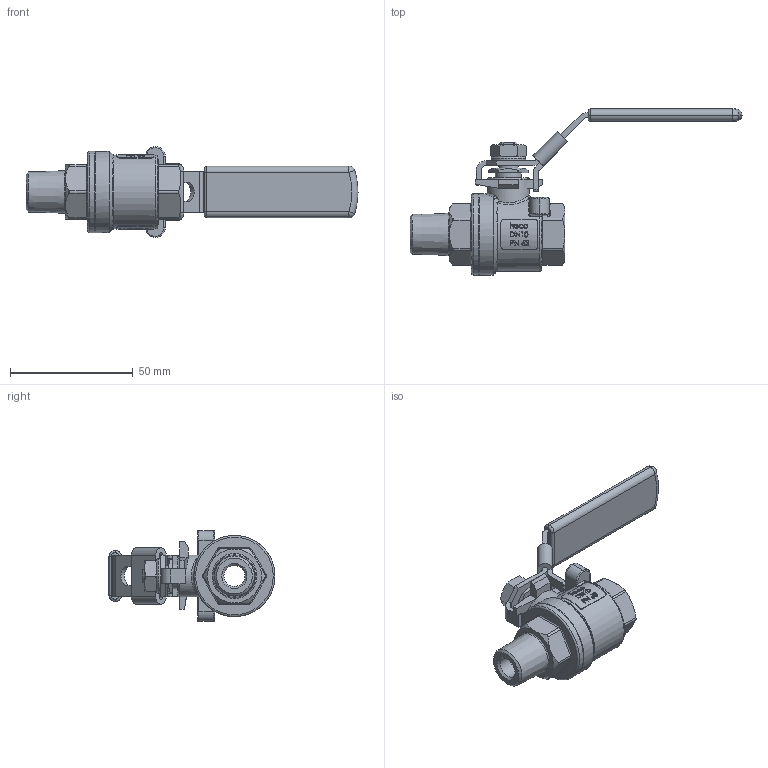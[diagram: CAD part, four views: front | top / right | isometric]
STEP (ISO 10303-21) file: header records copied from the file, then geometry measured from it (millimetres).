
FILE_DESCRIPTION (( 'STEP AP214' ), '1' );
FILE_NAME ('K2-038-0IA-4 Kugelhahn heco step214.STEP', '2012-11-22T10:01:23', ( 'test' ), ( '' ), 'SwSTEP 2.0', 'SolidWorks 2011', '' );
FILE_SCHEMA (( 'AUTOMOTIVE_DESIGN' ));
Length unit declared in the file: millimetre
Products named in the file (1): K2-038-0IA-4 Kugelhahn heco step214
Bounding box: 135 x 67.5 x 37 mm (x, y, z)
Volume: 40342.7 mm3; surface area: 16448.1 mm2
Topology: 1 solids, 1 shells, 721 faces, 1834 edges, 1163 vertices
Faces by surface type: plane 269, bspline 227, cylinder 149, cone 35, torus 35, sphere 6
Full cylindrical faces by diameter (mm): 8 x2, 8.5 x1, 10.5 x1, 12.5 x1, 14 x1, 14.95 x1, 17 x1, 33 x2
Entity records: 39901 total; most frequent: CARTESIAN_POINT 16387, ORIENTED_EDGE 3588, DIRECTION 2550, EDGE_CURVE 1794, VERTEX_POINT 1155, AXIS2_PLACEMENT_3D 866, VECTOR 818, LINE 818
